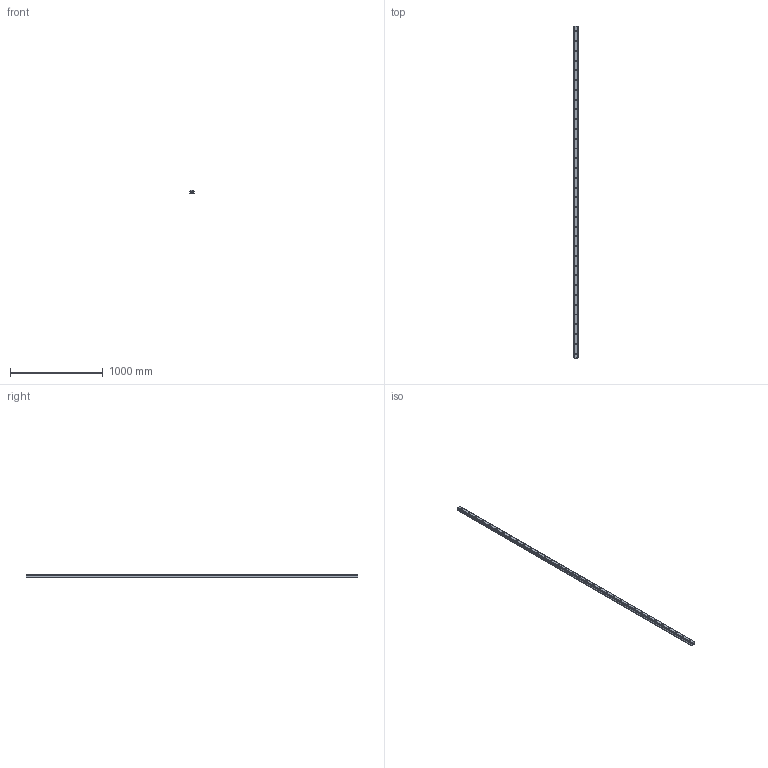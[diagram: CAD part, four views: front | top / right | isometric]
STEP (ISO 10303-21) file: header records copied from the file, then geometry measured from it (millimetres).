
FILE_DESCRIPTION(('STEP AP214'),'1');
FILE_NAME('cctmp_84042C12-7C3A-4B1C-B4B5-54B42105B3F9_2020_10_29_11_17_43_492..stp','2020-10-29T10:17:43',('HIWIN GmbH'),('CADClick - www.CADClick.com'),'Spatial InterOp 3D',' ','unknown authorization');
FILE_SCHEMA(('AUTOMOTIVE_DESIGN'));
Length unit declared in the file: millimetre
Products named in the file (1): HGR45R3570H_FILE
Bounding box: 45 x 3570 x 38 mm (x, y, z)
Volume: 4802341.6 mm3; surface area: 691813.9 mm2
Topology: 1 solids, 1 shells, 403 faces, 885 edges, 590 vertices
Faces by surface type: cylinder 208, plane 195
Entity records: 14483 total; most frequent: DIRECTION 2109, CARTESIAN_POINT 1879, ORIENTED_EDGE 1770, EDGE_CURVE 885, AXIS2_PLACEMENT_3D 820, VERTEX_POINT 590, EDGE_LOOP 509, LINE 469
